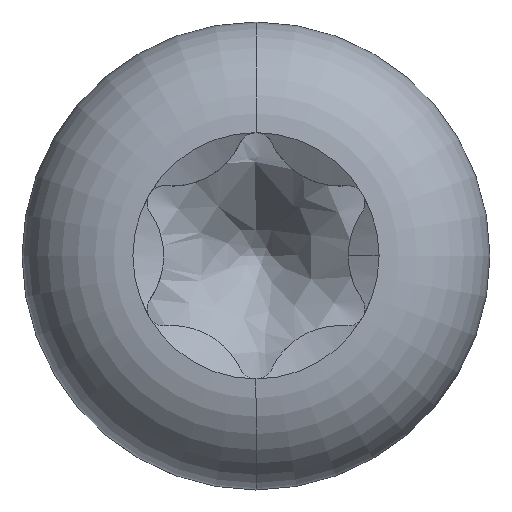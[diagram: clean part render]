
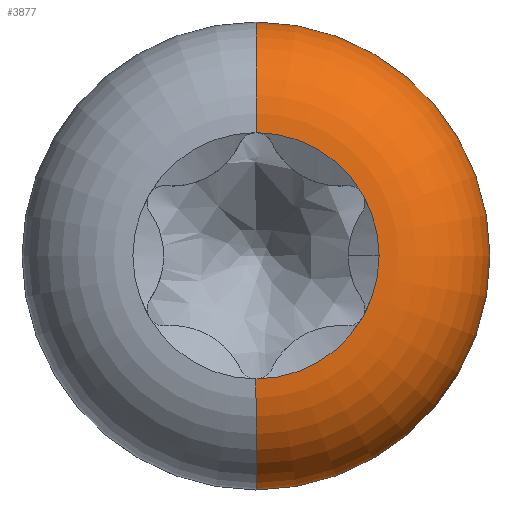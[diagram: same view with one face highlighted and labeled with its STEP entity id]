
A CAD part, top view. The second image highlights one B-rep face of the part: STEP entity #3877.
In plain terms, the highlighted toroidal (fillet/blend) face has major radius 0.762 mm and minor radius 0.686 mm.
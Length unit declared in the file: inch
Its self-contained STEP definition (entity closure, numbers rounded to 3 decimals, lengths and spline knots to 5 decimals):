
#1 = VERTEX_POINT ( 'NONE', #3954 ) ;
#6 = VERTEX_POINT ( 'NONE', #3969 ) ;
#316 = CARTESIAN_POINT ( 'NONE',  ( 0., -0.03, 0.032 ) ) ;
#320 = CARTESIAN_POINT ( 'NONE',  ( 0.057, 0., 0.0052 ) ) ;
#761 = VERTEX_POINT ( 'NONE', #4026 ) ;
#769 = VERTEX_POINT ( 'NONE', #4017 ) ;
#780 = VERTEX_POINT ( 'NONE', #4007 ) ;
#873 = ORIENTED_EDGE ( 'NONE', *, *, #2356, .T. ) ;
#874 = ORIENTED_EDGE ( 'NONE', *, *, #2354, .T. ) ;
#875 = ORIENTED_EDGE ( 'NONE', *, *, #2361, .F. ) ;
#998 = CARTESIAN_POINT ( 'NONE',  ( 0., 0., 0.032 ) ) ;
#999 = DIRECTION ( 'NONE',  ( 0., 0., -1. ) ) ;
#1000 = DIRECTION ( 'NONE',  ( 0., 1., 0. ) ) ;
#1138 = VERTEX_POINT ( 'NONE', #3994 ) ;
#1653 = DIRECTION ( 'NONE',  ( 0., 0., -1. ) ) ;
#1660 = CARTESIAN_POINT ( 'NONE',  ( 0., 0., 0.005 ) ) ;
#1663 = DIRECTION ( 'NONE',  ( 0., 1., 0. ) ) ;
#1904 = AXIS2_PLACEMENT_3D ( 'NONE', #998, #999, #1000 ) ;
#1939 = EDGE_CURVE ( 'NONE', #780, #1138, #4284, .T. ) ;
#2354 = EDGE_CURVE ( 'NONE', #4225, #761, #4338, .T. ) ;
#2356 = EDGE_CURVE ( 'NONE', #1, #4225, #4340, .T. ) ;
#2358 = EDGE_CURVE ( 'NONE', #6, #4229, #4335, .T. ) ;
#2361 = EDGE_CURVE ( 'NONE', #4229, #761, #4343, .T. ) ;
#2362 = EDGE_CURVE ( 'NONE', #769, #780, #4344, .T. ) ;
#2364 = EDGE_CURVE ( 'NONE', #769, #6, #4345, .T. ) ;
#2365 = EDGE_CURVE ( 'NONE', #1138, #1, #4346, .T. ) ;
#2522 = ORIENTED_EDGE ( 'NONE', *, *, #2358, .F. ) ;
#2523 = ORIENTED_EDGE ( 'NONE', *, *, #2364, .F. ) ;
#2524 = ORIENTED_EDGE ( 'NONE', *, *, #2362, .T. ) ;
#2525 = ORIENTED_EDGE ( 'NONE', *, *, #1939, .T. ) ;
#2526 = ORIENTED_EDGE ( 'NONE', *, *, #2365, .T. ) ;
#2662 = EDGE_LOOP ( 'NONE', ( #873, #874, #875, #2522, #2523, #2524, #2525, #2526 ) ) ;
#2884 = CARTESIAN_POINT ( 'NONE',  ( 0., -0.03, 0.005 ) ) ;
#2885 = DIRECTION ( 'NONE',  ( 1., 0., 0. ) ) ;
#2886 = DIRECTION ( 'NONE',  ( 0., 1., 0. ) ) ;
#2903 = CARTESIAN_POINT ( 'NONE',  ( 0., 0., 0.032 ) ) ;
#2904 = DIRECTION ( 'NONE',  ( 0., 0., -1. ) ) ;
#2905 = DIRECTION ( 'NONE',  ( 0., 1., 0. ) ) ;
#2908 = CARTESIAN_POINT ( 'NONE',  ( 0., 0., 0.0052 ) ) ;
#2909 = DIRECTION ( 'NONE',  ( 0., 0., -1. ) ) ;
#2910 = DIRECTION ( 'NONE',  ( 0., 1., 0. ) ) ;
#2926 = CARTESIAN_POINT ( 'NONE',  ( 0., 0., 0.0052 ) ) ;
#2927 = DIRECTION ( 'NONE',  ( 0., 0., -1. ) ) ;
#2928 = DIRECTION ( 'NONE',  ( 0., 1., 0. ) ) ;
#2931 = CARTESIAN_POINT ( 'NONE',  ( 0., 0., 0.032 ) ) ;
#2932 = DIRECTION ( 'NONE',  ( 0., 0., -1. ) ) ;
#2933 = DIRECTION ( 'NONE',  ( 0., 1., 0. ) ) ;
#2942 = CARTESIAN_POINT ( 'NONE',  ( 0., 0.03, 0.005 ) ) ;
#2943 = DIRECTION ( 'NONE',  ( -1., 0., 0. ) ) ;
#2944 = DIRECTION ( 'NONE',  ( 0., 0., 1. ) ) ;
#2947 = CARTESIAN_POINT ( 'NONE',  ( 0., 0., 0.032 ) ) ;
#2948 = DIRECTION ( 'NONE',  ( 0., 0., -1. ) ) ;
#2949 = DIRECTION ( 'NONE',  ( 0., 1., 0. ) ) ;
#3477 = AXIS2_PLACEMENT_3D ( 'NONE', #1660, #1653, #1663 ) ;
#3485 = AXIS2_PLACEMENT_3D ( 'NONE', #2947, #2948, #2949 ) ;
#3486 = AXIS2_PLACEMENT_3D ( 'NONE', #2926, #2927, #2928 ) ;
#3488 = AXIS2_PLACEMENT_3D ( 'NONE', #2884, #2885, #2886 ) ;
#3493 = AXIS2_PLACEMENT_3D ( 'NONE', #2908, #2909, #2910 ) ;
#3504 = AXIS2_PLACEMENT_3D ( 'NONE', #2931, #2932, #2933 ) ;
#3505 = AXIS2_PLACEMENT_3D ( 'NONE', #2942, #2943, #2944 ) ;
#3506 = AXIS2_PLACEMENT_3D ( 'NONE', #2903, #2904, #2905 ) ;
#3877 = ADVANCED_FACE ( 'NONE', ( #4363 ), #4357, .T. ) ;
#3954 = CARTESIAN_POINT ( 'NONE',  ( 0.02598, -0.015, 0.032 ) ) ;
#3969 = CARTESIAN_POINT ( 'NONE',  ( 0., 0.057, 0.0052 ) ) ;
#3994 = CARTESIAN_POINT ( 'NONE',  ( 0.03, 0., 0.032 ) ) ;
#4007 = CARTESIAN_POINT ( 'NONE',  ( 0.02598, 0.015, 0.032 ) ) ;
#4017 = CARTESIAN_POINT ( 'NONE',  ( 0., 0.03, 0.032 ) ) ;
#4026 = CARTESIAN_POINT ( 'NONE',  ( 0., -0.057, 0.0052 ) ) ;
#4225 = VERTEX_POINT ( 'NONE', #316 ) ;
#4229 = VERTEX_POINT ( 'NONE', #320 ) ;
#4284 = CIRCLE ( 'NONE', #1904, 0.03 ) ;
#4335 = CIRCLE ( 'NONE', #3493, 0.057 ) ;
#4338 = CIRCLE ( 'NONE', #3488, 0.027 ) ;
#4340 = CIRCLE ( 'NONE', #3506, 0.03 ) ;
#4343 = CIRCLE ( 'NONE', #3486, 0.057 ) ;
#4344 = CIRCLE ( 'NONE', #3504, 0.03 ) ;
#4345 = CIRCLE ( 'NONE', #3505, 0.027 ) ;
#4346 = CIRCLE ( 'NONE', #3485, 0.03 ) ;
#4357 = TOROIDAL_SURFACE ( 'NONE', #3477, 0.03, 0.027 ) ;
#4363 = FACE_OUTER_BOUND ( 'NONE', #2662, .T. ) ;
